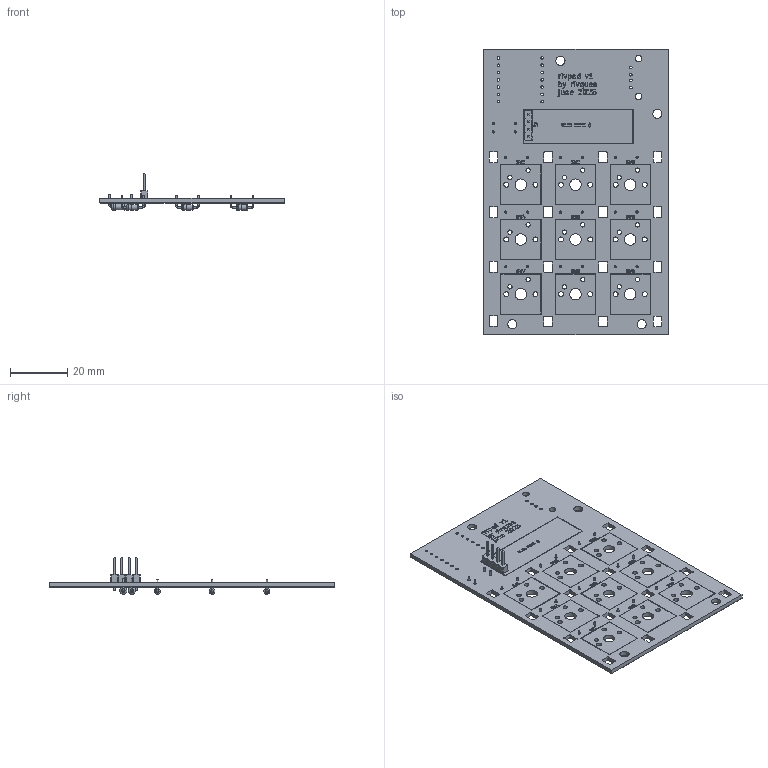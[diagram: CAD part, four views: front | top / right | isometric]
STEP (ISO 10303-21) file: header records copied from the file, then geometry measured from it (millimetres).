
FILE_DESCRIPTION(('KiCad electronic assembly'),'2;1');
FILE_NAME('rivpad.step','2025-05-26T16:18:40',('Pcbnew'),('Kicad'), 'Open CASCADE STEP processor 7.6','KiCad to STEP converter','Unknown' );
FILE_SCHEMA(('AUTOMOTIVE_DESIGN { 1 0 10303 214 1 1 1 1 }'));
Length unit declared in the file: millimetre
Products named in the file (6): rivpad 1; PinHeader_1x04_P2.54mm_Vertical; D_DO-35_SOD27_P7.62mm_Horizontal; R_Axial_DIN0207_L6.3mm_D2.5mm_P7.62mm_Horizontal; rivpad_silkscreen; rivpad_PCB
Assembly tree (14 placements, depth 2):
  rivpad 1
    PinHeader_1x04_P2.54mm_Vertical
    D_DO-35_SOD27_P7.62mm_Horizontal  x9
    R_Axial_DIN0207_L6.3mm_D2.5mm_P7.62mm_Horizontal  x2
    rivpad_silkscreen
    rivpad_PCB
Bounding box: 64.23 x 99.26 x 12.73 mm (x, y, z)
Volume: 9246.8 mm3; surface area: 14475.9 mm2
Topology: 22 solids, 251 shells, 732 faces, 5365 edges, 4940 vertices
Faces by surface type: plane 465, cylinder 223, torus 44
Full cylindrical faces by diameter (mm): 0.5 x27, 0.6 x4, 0.8 x22, 0.889 x14, 0.92 x4, 1 x4, 1.5 x18, 1.7 x18, 2 x18, 2.02 x9, 2.25 x2, 2.3 x2, 2.5 x4, 3.2 x4, 4 x9
Entity records: 51277 total; most frequent: CARTESIAN_POINT 10900, DIRECTION 7711, ORIENTED_EDGE 6116, EDGE_CURVE 5150, VERTEX_POINT 4814, LINE 3793, VECTOR 3793, AXIS2_PLACEMENT_3D 1959
